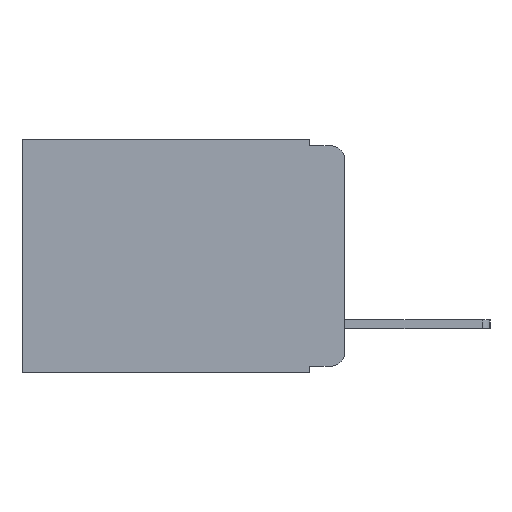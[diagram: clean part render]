
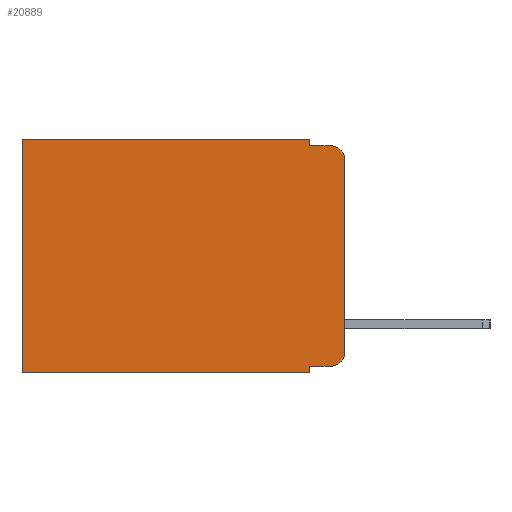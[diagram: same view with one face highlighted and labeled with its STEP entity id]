
A CAD part, left-side view. The second image highlights one B-rep face of the part: STEP entity #20889.
In plain terms, the highlighted planar face has unit normal (-1, 0, 0).
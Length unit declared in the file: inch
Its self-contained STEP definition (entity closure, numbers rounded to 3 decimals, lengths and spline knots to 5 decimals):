
#849 = LINE ( 'NONE', #23487, #16085 ) ;
#903 = CARTESIAN_POINT ( 'NONE',  ( 0.298, 0.473, 0. ) ) ;
#1265 = VERTEX_POINT ( 'NONE', #4221 ) ;
#1854 = ORIENTED_EDGE ( 'NONE', *, *, #20635, .F. ) ;
#2496 = DIRECTION ( 'NONE',  ( 0., 0., -1. ) ) ;
#2606 = ORIENTED_EDGE ( 'NONE', *, *, #5105, .T. ) ;
#2661 = DIRECTION ( 'NONE',  ( 0., 1., 0. ) ) ;
#2720 = ORIENTED_EDGE ( 'NONE', *, *, #16956, .T. ) ;
#2770 = DIRECTION ( 'NONE',  ( 0., 0., -1. ) ) ;
#3497 = EDGE_LOOP ( 'NONE', ( #24210, #2606, #4100, #1854, #16657, #2720, #17930, #23991, #9382, #7748 ) ) ;
#3765 = VERTEX_POINT ( 'NONE', #19512 ) ;
#4100 = ORIENTED_EDGE ( 'NONE', *, *, #21901, .F. ) ;
#4221 = CARTESIAN_POINT ( 'NONE',  ( 0.298, 0.051, 0. ) ) ;
#4309 = EDGE_CURVE ( 'NONE', #12718, #23680, #22722, .T. ) ;
#4530 = VECTOR ( 'NONE', #2496, 39.37008 ) ;
#4898 = LINE ( 'NONE', #7586, #14482 ) ;
#5105 = EDGE_CURVE ( 'NONE', #7775, #10084, #7373, .T. ) ;
#5377 = CIRCLE ( 'NONE', #5849, 0.02 ) ;
#5635 = DIRECTION ( 'NONE',  ( 0., 0., -1. ) ) ;
#5663 = AXIS2_PLACEMENT_3D ( 'NONE', #7137, #20197, #9089 ) ;
#5736 = VERTEX_POINT ( 'NONE', #10878 ) ;
#5849 = AXIS2_PLACEMENT_3D ( 'NONE', #19309, #8170, #21180 ) ;
#7137 = CARTESIAN_POINT ( 'NONE',  ( 0.298, 0., 0. ) ) ;
#7373 = CIRCLE ( 'NONE', #21544, 0.02 ) ;
#7586 = CARTESIAN_POINT ( 'NONE',  ( 0.298, 0.051, 0. ) ) ;
#7743 = LINE ( 'NONE', #22386, #18217 ) ;
#7748 = ORIENTED_EDGE ( 'NONE', *, *, #22367, .T. ) ;
#7775 = VERTEX_POINT ( 'NONE', #12509 ) ;
#8170 = DIRECTION ( 'NONE',  ( -1., 0., 0. ) ) ;
#8840 = CARTESIAN_POINT ( 'NONE',  ( 0.298, 0.02, -0.01 ) ) ;
#9021 = VERTEX_POINT ( 'NONE', #10446 ) ;
#9089 = DIRECTION ( 'NONE',  ( 0., 0., -1. ) ) ;
#9382 = ORIENTED_EDGE ( 'NONE', *, *, #4309, .T. ) ;
#9654 = CARTESIAN_POINT ( 'NONE',  ( 0.298, 0.051, -0.333 ) ) ;
#10084 = VERTEX_POINT ( 'NONE', #8840 ) ;
#10276 = CARTESIAN_POINT ( 'NONE',  ( 0.298, 0.02, -0.03 ) ) ;
#10285 = EDGE_CURVE ( 'NONE', #7775, #3765, #7743, .T. ) ;
#10446 = CARTESIAN_POINT ( 'NONE',  ( 0.298, 0.051, -0.343 ) ) ;
#10878 = CARTESIAN_POINT ( 'NONE',  ( 0.298, 0.473, -0.343 ) ) ;
#10897 = VERTEX_POINT ( 'NONE', #20553 ) ;
#11304 = DIRECTION ( 'NONE',  ( 0., 0., -1. ) ) ;
#11786 = VECTOR ( 'NONE', #18891, 39.37008 ) ;
#12357 = CARTESIAN_POINT ( 'NONE',  ( 0.298, 0.051, -0.01 ) ) ;
#12509 = CARTESIAN_POINT ( 'NONE',  ( 0.298, 0., -0.03 ) ) ;
#12718 = VERTEX_POINT ( 'NONE', #9654 ) ;
#12785 = DIRECTION ( 'NONE',  ( 0., 0., -1. ) ) ;
#13339 = EDGE_CURVE ( 'NONE', #12718, #9021, #4898, .T. ) ;
#14024 = CARTESIAN_POINT ( 'NONE',  ( 0.298, 0.051, 0. ) ) ;
#14375 = DIRECTION ( 'NONE',  ( 0., -1., 0. ) ) ;
#14482 = VECTOR ( 'NONE', #5635, 39.37008 ) ;
#15997 = CARTESIAN_POINT ( 'NONE',  ( 0.298, 0., 0. ) ) ;
#16085 = VECTOR ( 'NONE', #14375, 39.37008 ) ;
#16657 = ORIENTED_EDGE ( 'NONE', *, *, #18344, .T. ) ;
#16833 = VECTOR ( 'NONE', #2770, 39.37008 ) ;
#16956 = EDGE_CURVE ( 'NONE', #10897, #5736, #22319, .T. ) ;
#17763 = VECTOR ( 'NONE', #22920, 39.37008 ) ;
#17930 = ORIENTED_EDGE ( 'NONE', *, *, #19898, .F. ) ;
#18163 = LINE ( 'NONE', #15997, #22551 ) ;
#18217 = VECTOR ( 'NONE', #11304, 39.37008 ) ;
#18304 = PLANE ( 'NONE',  #5663 ) ;
#18344 = EDGE_CURVE ( 'NONE', #1265, #10897, #18163, .T. ) ;
#18891 = DIRECTION ( 'NONE',  ( 0., 1., 0. ) ) ;
#19309 = CARTESIAN_POINT ( 'NONE',  ( 0.298, 0.02, -0.313 ) ) ;
#19512 = CARTESIAN_POINT ( 'NONE',  ( 0.298, 0., -0.313 ) ) ;
#19784 = FACE_OUTER_BOUND ( 'NONE', #3497, .T. ) ;
#19898 = EDGE_CURVE ( 'NONE', #9021, #5736, #21582, .T. ) ;
#20197 = DIRECTION ( 'NONE',  ( 1., 0., 0. ) ) ;
#20553 = CARTESIAN_POINT ( 'NONE',  ( 0.298, 0.473, 0. ) ) ;
#20635 = EDGE_CURVE ( 'NONE', #1265, #23448, #24451, .T. ) ;
#20889 = ADVANCED_FACE ( 'NONE', ( #19784 ), #18304, .F. ) ;
#21050 = CARTESIAN_POINT ( 'NONE',  ( 0.298, 0.051, -0.333 ) ) ;
#21180 = DIRECTION ( 'NONE',  ( 0., 0., -1. ) ) ;
#21544 = AXIS2_PLACEMENT_3D ( 'NONE', #10276, #23793, #12785 ) ;
#21582 = LINE ( 'NONE', #24448, #11786 ) ;
#21901 = EDGE_CURVE ( 'NONE', #23448, #10084, #849, .T. ) ;
#22161 = CARTESIAN_POINT ( 'NONE',  ( 0.298, 0.02, -0.333 ) ) ;
#22319 = LINE ( 'NONE', #903, #16833 ) ;
#22367 = EDGE_CURVE ( 'NONE', #23680, #3765, #5377, .T. ) ;
#22386 = CARTESIAN_POINT ( 'NONE',  ( 0.298, 0., 0. ) ) ;
#22551 = VECTOR ( 'NONE', #2661, 39.37008 ) ;
#22722 = LINE ( 'NONE', #21050, #17763 ) ;
#22920 = DIRECTION ( 'NONE',  ( 0., -1., 0. ) ) ;
#23448 = VERTEX_POINT ( 'NONE', #12357 ) ;
#23487 = CARTESIAN_POINT ( 'NONE',  ( 0.298, 0.051, -0.01 ) ) ;
#23680 = VERTEX_POINT ( 'NONE', #22161 ) ;
#23793 = DIRECTION ( 'NONE',  ( -1., 0., 0. ) ) ;
#23991 = ORIENTED_EDGE ( 'NONE', *, *, #13339, .F. ) ;
#24210 = ORIENTED_EDGE ( 'NONE', *, *, #10285, .F. ) ;
#24448 = CARTESIAN_POINT ( 'NONE',  ( 0.298, 0., -0.343 ) ) ;
#24451 = LINE ( 'NONE', #14024, #4530 ) ;
